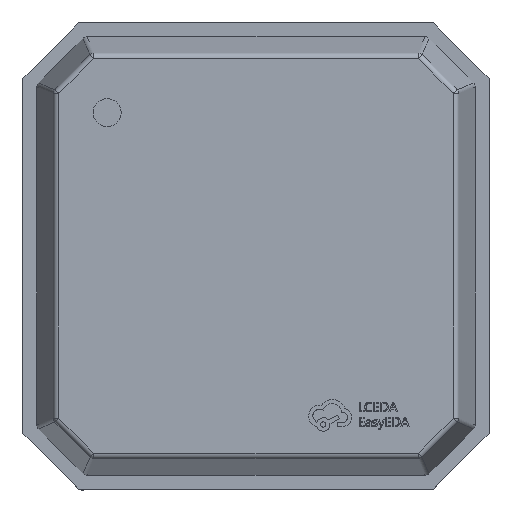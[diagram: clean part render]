
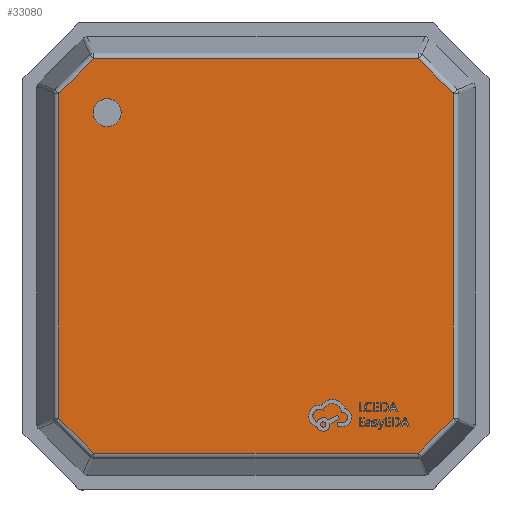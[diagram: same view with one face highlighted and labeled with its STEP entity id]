
A CAD part, top view. The second image highlights one B-rep face of the part: STEP entity #33080.
In plain terms, the highlighted planar face has unit normal (0, 0, 1).
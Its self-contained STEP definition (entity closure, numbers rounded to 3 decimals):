
#54 = CARTESIAN_POINT ( 'NONE',  ( -1.597, 1.536, 0.9 ) ) ;
#1051 = CARTESIAN_POINT ( 'NONE',  ( -1.728, -2.13, 0.9 ) ) ;
#1101 = VECTOR ( 'NONE', #8058, 1000. ) ;
#1502 = EDGE_CURVE ( 'NONE', #13651, #17176, #22201, .T. ) ;
#1729 = CARTESIAN_POINT ( 'NONE',  ( 2.13, -1.728, 0.9 ) ) ;
#1780 = CARTESIAN_POINT ( 'NONE',  ( -2.116, -1.741, 0.9 ) ) ;
#2096 = CARTESIAN_POINT ( 'NONE',  ( 2.116, -1.741, 0.9 ) ) ;
#2215 = DIRECTION ( 'NONE',  ( 1., 0., 0. ) ) ;
#2880 = DIRECTION ( 'NONE',  ( -0.707, -0.707, 0. ) ) ;
#3108 = CARTESIAN_POINT ( 'NONE',  ( 2.116, 1.741, 0.9 ) ) ;
#3286 = CARTESIAN_POINT ( 'NONE',  ( 1.741, -2.116, 0.9 ) ) ;
#3485 = ORIENTED_EDGE ( 'NONE', *, *, #16607, .T. ) ;
#3827 = ORIENTED_EDGE ( 'NONE', *, *, #5251, .T. ) ;
#4121 = CARTESIAN_POINT ( 'NONE',  ( -1.447, 1.536, 0.9 ) ) ;
#4319 = VECTOR ( 'NONE', #5110, 1000. ) ;
#4387 = DIRECTION ( 'NONE',  ( 1., 0., 0. ) ) ;
#4664 = LINE ( 'NONE', #27609, #29194 ) ;
#4797 = CARTESIAN_POINT ( 'NONE',  ( -1.747, 1.536, 0.9 ) ) ;
#5110 = DIRECTION ( 'NONE',  ( -1., 0., 0. ) ) ;
#5251 = EDGE_CURVE ( 'NONE', #32378, #17960, #29699, .T. ) ;
#5324 = CARTESIAN_POINT ( 'NONE',  ( -2.116, -1.76, 0.9 ) ) ;
#5436 = EDGE_CURVE ( 'NONE', #32162, #21206, #13276, .T. ) ;
#6159 = VERTEX_POINT ( 'NONE', #1780 ) ;
#6165 = VERTEX_POINT ( 'NONE', #4121 ) ;
#6620 = CARTESIAN_POINT ( 'NONE',  ( -1.597, 1.536, 0.9 ) ) ;
#6625 = CARTESIAN_POINT ( 'NONE',  ( 1.741, 2.116, 0.9 ) ) ;
#7190 = LINE ( 'NONE', #32989, #14085 ) ;
#7471 = CARTESIAN_POINT ( 'NONE',  ( -1.741, 2.116, 0.9 ) ) ;
#7687 = DIRECTION ( 'NONE',  ( 0., -1., 0. ) ) ;
#8058 = DIRECTION ( 'NONE',  ( 0.707, -0.707, 0. ) ) ;
#8242 = LINE ( 'NONE', #1051, #1101 ) ;
#8500 = VECTOR ( 'NONE', #7687, 1000. ) ;
#8974 = AXIS2_PLACEMENT_3D ( 'NONE', #6620, #22482, #24674 ) ;
#9421 = DIRECTION ( 'NONE',  ( 0., 0., 1. ) ) ;
#10239 = DIRECTION ( 'NONE',  ( 0., 0., 1. ) ) ;
#10706 = EDGE_LOOP ( 'NONE', ( #31072, #32583 ) ) ;
#11763 = PLANE ( 'NONE',  #15442 ) ;
#12494 = CARTESIAN_POINT ( 'NONE',  ( 1.728, 2.13, 0.9 ) ) ;
#13276 = LINE ( 'NONE', #18113, #17475 ) ;
#13651 = VERTEX_POINT ( 'NONE', #3108 ) ;
#14085 = VECTOR ( 'NONE', #20257, 1000. ) ;
#14145 = CARTESIAN_POINT ( 'NONE',  ( 0., 0., 0.9 ) ) ;
#15038 = EDGE_CURVE ( 'NONE', #16667, #32378, #4664, .T. ) ;
#15111 = ORIENTED_EDGE ( 'NONE', *, *, #15038, .T. ) ;
#15287 = ORIENTED_EDGE ( 'NONE', *, *, #5436, .T. ) ;
#15442 = AXIS2_PLACEMENT_3D ( 'NONE', #14145, #9421, #4387 ) ;
#15495 = VECTOR ( 'NONE', #29906, 1000. ) ;
#16607 = EDGE_CURVE ( 'NONE', #21206, #6159, #20092, .T. ) ;
#16667 = VERTEX_POINT ( 'NONE', #20902 ) ;
#16789 = FACE_OUTER_BOUND ( 'NONE', #16864, .T. ) ;
#16864 = EDGE_LOOP ( 'NONE', ( #18259, #27522, #26725, #15287, #3485, #22130, #15111, #3827 ) ) ;
#17176 = VERTEX_POINT ( 'NONE', #6625 ) ;
#17475 = VECTOR ( 'NONE', #2880, 1000. ) ;
#17960 = VERTEX_POINT ( 'NONE', #2096 ) ;
#18113 = CARTESIAN_POINT ( 'NONE',  ( -2.13, 1.728, 0.9 ) ) ;
#18259 = ORIENTED_EDGE ( 'NONE', *, *, #27097, .T. ) ;
#18327 = AXIS2_PLACEMENT_3D ( 'NONE', #54, #10239, #2215 ) ;
#20092 = LINE ( 'NONE', #5324, #8500 ) ;
#20257 = DIRECTION ( 'NONE',  ( 0., 1., 0. ) ) ;
#20730 = CIRCLE ( 'NONE', #8974, 0.15 ) ;
#20902 = CARTESIAN_POINT ( 'NONE',  ( -1.741, -2.116, 0.9 ) ) ;
#21206 = VERTEX_POINT ( 'NONE', #22871 ) ;
#21647 = DIRECTION ( 'NONE',  ( 0.707, 0.707, 0. ) ) ;
#22130 = ORIENTED_EDGE ( 'NONE', *, *, #32487, .T. ) ;
#22201 = LINE ( 'NONE', #12494, #15495 ) ;
#22482 = DIRECTION ( 'NONE',  ( 0., 0., 1. ) ) ;
#22871 = CARTESIAN_POINT ( 'NONE',  ( -2.116, 1.741, 0.9 ) ) ;
#24674 = DIRECTION ( 'NONE',  ( 1., 0., 0. ) ) ;
#26725 = ORIENTED_EDGE ( 'NONE', *, *, #32686, .T. ) ;
#26868 = EDGE_CURVE ( 'NONE', #6165, #32142, #30640, .T. ) ;
#27097 = EDGE_CURVE ( 'NONE', #17960, #13651, #7190, .T. ) ;
#27512 = VECTOR ( 'NONE', #21647, 1000. ) ;
#27522 = ORIENTED_EDGE ( 'NONE', *, *, #1502, .T. ) ;
#27609 = CARTESIAN_POINT ( 'NONE',  ( 1.76, -2.116, 0.9 ) ) ;
#28053 = CARTESIAN_POINT ( 'NONE',  ( -1.76, 2.116, 0.9 ) ) ;
#29194 = VECTOR ( 'NONE', #32629, 1000. ) ;
#29699 = LINE ( 'NONE', #1729, #27512 ) ;
#29906 = DIRECTION ( 'NONE',  ( -0.707, 0.707, 0. ) ) ;
#29997 = FACE_BOUND ( 'NONE', #10706, .T. ) ;
#30640 = CIRCLE ( 'NONE', #18327, 0.15 ) ;
#31072 = ORIENTED_EDGE ( 'NONE', *, *, #26868, .F. ) ;
#32142 = VERTEX_POINT ( 'NONE', #4797 ) ;
#32162 = VERTEX_POINT ( 'NONE', #7471 ) ;
#32378 = VERTEX_POINT ( 'NONE', #3286 ) ;
#32487 = EDGE_CURVE ( 'NONE', #6159, #16667, #8242, .T. ) ;
#32583 = ORIENTED_EDGE ( 'NONE', *, *, #32809, .F. ) ;
#32629 = DIRECTION ( 'NONE',  ( 1., 0., 0. ) ) ;
#32686 = EDGE_CURVE ( 'NONE', #17176, #32162, #33086, .T. ) ;
#32809 = EDGE_CURVE ( 'NONE', #32142, #6165, #20730, .T. ) ;
#32989 = CARTESIAN_POINT ( 'NONE',  ( 2.116, 1.76, 0.9 ) ) ;
#33080 = ADVANCED_FACE ( 'NONE', ( #29997, #16789 ), #11763, .T. ) ;
#33086 = LINE ( 'NONE', #28053, #4319 ) ;
